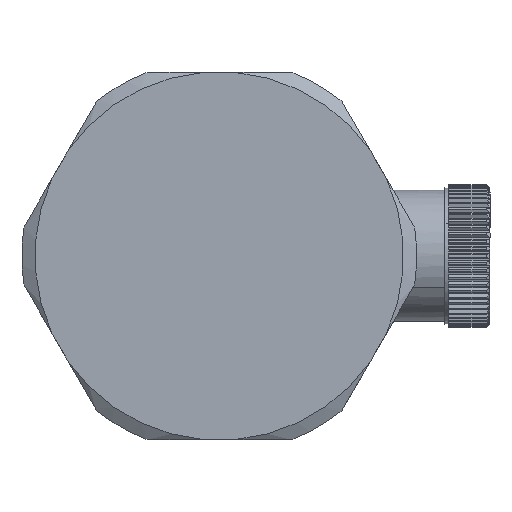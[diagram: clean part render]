
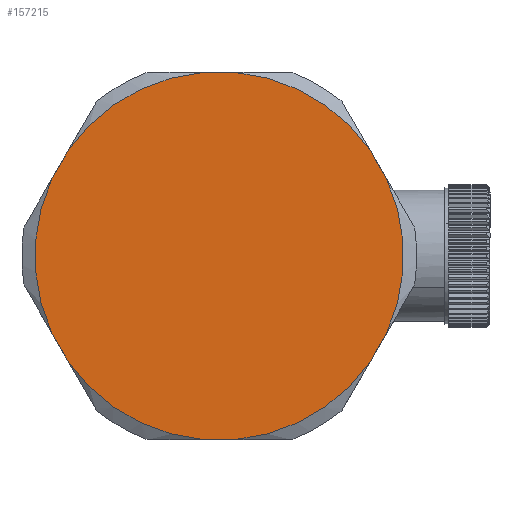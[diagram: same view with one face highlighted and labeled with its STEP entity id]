
A CAD part, left-side view. The second image highlights one B-rep face of the part: STEP entity #157215.
In plain terms, the highlighted planar face has unit normal (-1, 0, 0).
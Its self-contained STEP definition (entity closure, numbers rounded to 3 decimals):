
#20898=CARTESIAN_POINT('Vertex',(-53.,20.025,-14.115)) ;
#20901=CARTESIAN_POINT('Line Origine',(-53.,21.131,-12.2)) ;
#20905=CARTESIAN_POINT('Vertex',(-53.,22.237,-10.285)) ;
#21017=CARTESIAN_POINT('Vertex',(-53.,-2.211,-24.4)) ;
#21020=CARTESIAN_POINT('Line Origine',(-53.,0.,-24.4)) ;
#21024=CARTESIAN_POINT('Vertex',(-53.,2.211,-24.4)) ;
#21181=CARTESIAN_POINT('Vertex',(-53.,-22.237,-10.285)) ;
#21184=CARTESIAN_POINT('Line Origine',(-53.,-21.131,-12.2)) ;
#21188=CARTESIAN_POINT('Vertex',(-53.,-20.025,-14.115)) ;
#21301=CARTESIAN_POINT('Vertex',(-53.,-20.025,14.115)) ;
#21304=CARTESIAN_POINT('Line Origine',(-53.,-21.131,12.2)) ;
#21308=CARTESIAN_POINT('Vertex',(-53.,-22.237,10.285)) ;
#21420=CARTESIAN_POINT('Vertex',(-53.,2.211,24.4)) ;
#21423=CARTESIAN_POINT('Line Origine',(-53.,0.,24.4)) ;
#21427=CARTESIAN_POINT('Vertex',(-53.,-2.211,24.4)) ;
#21546=CARTESIAN_POINT('Vertex',(-53.,22.237,10.285)) ;
#21549=CARTESIAN_POINT('Line Origine',(-53.,21.131,12.2)) ;
#21553=CARTESIAN_POINT('Vertex',(-53.,20.025,14.115)) ;
#157166=CARTESIAN_POINT('Axis2P3D Location',(-53.,24.5,0.)) ;
#157171=CARTESIAN_POINT('Axis2P3D Location',(-53.,0.,0.)) ;
#157176=CARTESIAN_POINT('Axis2P3D Location',(-53.,0.,0.)) ;
#157181=CARTESIAN_POINT('Axis2P3D Location',(-53.,0.,0.)) ;
#157186=CARTESIAN_POINT('Axis2P3D Location',(-53.,0.,0.)) ;
#157191=CARTESIAN_POINT('Axis2P3D Location',(-53.,0.,0.)) ;
#157196=CARTESIAN_POINT('Axis2P3D Location',(-53.,0.,0.)) ;
#20902=DIRECTION('Vector Direction',(0.,-0.5,-0.866)) ;
#21021=DIRECTION('Vector Direction',(0.,-1.,0.)) ;
#21185=DIRECTION('Vector Direction',(0.,0.5,-0.866)) ;
#21305=DIRECTION('Vector Direction',(0.,0.5,0.866)) ;
#21424=DIRECTION('Vector Direction',(0.,1.,0.)) ;
#21550=DIRECTION('Vector Direction',(0.,-0.5,0.866)) ;
#157167=DIRECTION('Axis2P3D Direction',(1.,0.,0.)) ;
#157168=DIRECTION('Axis2P3D XDirection',(0.,1.,0.)) ;
#157172=DIRECTION('Axis2P3D Direction',(1.,0.,0.)) ;
#157177=DIRECTION('Axis2P3D Direction',(1.,0.,0.)) ;
#157182=DIRECTION('Axis2P3D Direction',(1.,0.,0.)) ;
#157187=DIRECTION('Axis2P3D Direction',(1.,0.,0.)) ;
#157192=DIRECTION('Axis2P3D Direction',(1.,0.,0.)) ;
#157197=DIRECTION('Axis2P3D Direction',(1.,0.,0.)) ;
#157169=AXIS2_PLACEMENT_3D('Plane Axis2P3D',#157166,#157167,#157168) ;
#157173=AXIS2_PLACEMENT_3D('Circle Axis2P3D',#157171,#157172,$) ;
#157178=AXIS2_PLACEMENT_3D('Circle Axis2P3D',#157176,#157177,$) ;
#157183=AXIS2_PLACEMENT_3D('Circle Axis2P3D',#157181,#157182,$) ;
#157188=AXIS2_PLACEMENT_3D('Circle Axis2P3D',#157186,#157187,$) ;
#157193=AXIS2_PLACEMENT_3D('Circle Axis2P3D',#157191,#157192,$) ;
#157198=AXIS2_PLACEMENT_3D('Circle Axis2P3D',#157196,#157197,$) ;
#157202=ORIENTED_EDGE('',*,*,#157175,.F.) ;
#157203=ORIENTED_EDGE('',*,*,#21190,.F.) ;
#157204=ORIENTED_EDGE('',*,*,#157180,.F.) ;
#157205=ORIENTED_EDGE('',*,*,#21310,.T.) ;
#157206=ORIENTED_EDGE('',*,*,#157185,.F.) ;
#157207=ORIENTED_EDGE('',*,*,#21429,.T.) ;
#157208=ORIENTED_EDGE('',*,*,#157190,.F.) ;
#157209=ORIENTED_EDGE('',*,*,#21555,.F.) ;
#157210=ORIENTED_EDGE('',*,*,#157195,.F.) ;
#157211=ORIENTED_EDGE('',*,*,#20907,.T.) ;
#157212=ORIENTED_EDGE('',*,*,#157200,.F.) ;
#157213=ORIENTED_EDGE('',*,*,#21026,.T.) ;
#20903=VECTOR('Line Direction',#20902,1.) ;
#21022=VECTOR('Line Direction',#21021,1.) ;
#21186=VECTOR('Line Direction',#21185,1.) ;
#21306=VECTOR('Line Direction',#21305,1.) ;
#21425=VECTOR('Line Direction',#21424,1.) ;
#21551=VECTOR('Line Direction',#21550,1.) ;
#157215=ADVANCED_FACE('PartBody',(#157214),#157170,.F.) ;
#157174=CIRCLE('generated circle',#157173,24.5) ;
#157179=CIRCLE('generated circle',#157178,24.5) ;
#157184=CIRCLE('generated circle',#157183,24.5) ;
#157189=CIRCLE('generated circle',#157188,24.5) ;
#157194=CIRCLE('generated circle',#157193,24.5) ;
#157199=CIRCLE('generated circle',#157198,24.5) ;
#20907=EDGE_CURVE('',#20906,#20899,#20904,.T.) ;
#21026=EDGE_CURVE('',#21025,#21018,#21023,.T.) ;
#21190=EDGE_CURVE('',#21182,#21189,#21187,.T.) ;
#21310=EDGE_CURVE('',#21309,#21302,#21307,.T.) ;
#21429=EDGE_CURVE('',#21428,#21421,#21426,.T.) ;
#21555=EDGE_CURVE('',#21547,#21554,#21552,.T.) ;
#157175=EDGE_CURVE('',#21189,#21018,#157174,.T.) ;
#157180=EDGE_CURVE('',#21309,#21182,#157179,.T.) ;
#157185=EDGE_CURVE('',#21428,#21302,#157184,.T.) ;
#157190=EDGE_CURVE('',#21554,#21421,#157189,.T.) ;
#157195=EDGE_CURVE('',#20906,#21547,#157194,.T.) ;
#157200=EDGE_CURVE('',#21025,#20899,#157199,.T.) ;
#157201=EDGE_LOOP('',(#157202,#157203,#157204,#157205,#157206,#157207,#157208,#157209,#157210,#157211,#157212,#157213)) ;
#157214=FACE_OUTER_BOUND('',#157201,.T.) ;
#20904=LINE('Line',#20901,#20903) ;
#21023=LINE('Line',#21020,#21022) ;
#21187=LINE('Line',#21184,#21186) ;
#21307=LINE('Line',#21304,#21306) ;
#21426=LINE('Line',#21423,#21425) ;
#21552=LINE('Line',#21549,#21551) ;
#157170=PLANE('',#157169) ;
#20899=VERTEX_POINT('',#20898) ;
#20906=VERTEX_POINT('',#20905) ;
#21018=VERTEX_POINT('',#21017) ;
#21025=VERTEX_POINT('',#21024) ;
#21182=VERTEX_POINT('',#21181) ;
#21189=VERTEX_POINT('',#21188) ;
#21302=VERTEX_POINT('',#21301) ;
#21309=VERTEX_POINT('',#21308) ;
#21421=VERTEX_POINT('',#21420) ;
#21428=VERTEX_POINT('',#21427) ;
#21547=VERTEX_POINT('',#21546) ;
#21554=VERTEX_POINT('',#21553) ;
